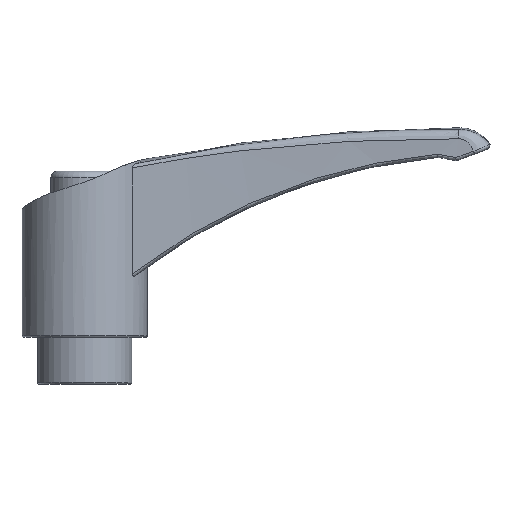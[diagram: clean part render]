
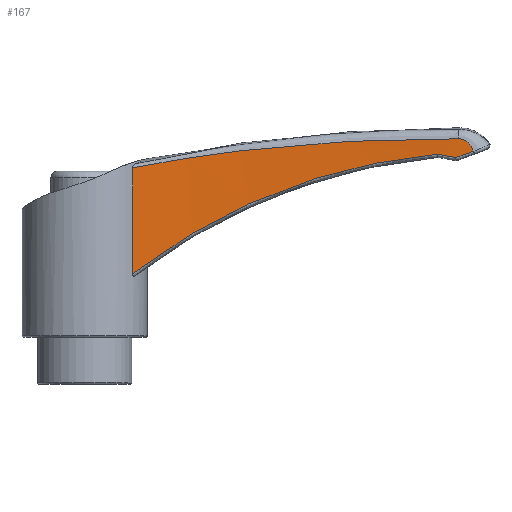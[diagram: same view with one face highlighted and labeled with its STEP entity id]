
A CAD part, front view. The second image highlights one B-rep face of the part: STEP entity #167.
In plain terms, the highlighted cylindrical face has radius 455.21 mm (diameter 910.421 mm), a partial arc.
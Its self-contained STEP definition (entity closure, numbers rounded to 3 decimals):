
#167 = ADVANCED_FACE( '', ( #343 ), #344, .F. );
#343 = FACE_OUTER_BOUND( '', #2534, .T. );
#344 = CYLINDRICAL_SURFACE( '', #2535, 455.21 );
#2534 = EDGE_LOOP( '', ( #3005, #3006, #3007, #3008, #3009, #3010 ) );
#2535 = AXIS2_PLACEMENT_3D( '', #3011, #3012, #3013 );
#3005 = ORIENTED_EDGE( '', *, *, #3127, .F. );
#3006 = ORIENTED_EDGE( '', *, *, #3116, .T. );
#3007 = ORIENTED_EDGE( '', *, *, #3087, .T. );
#3008 = ORIENTED_EDGE( '', *, *, #3168, .T. );
#3009 = ORIENTED_EDGE( '', *, *, #3166, .T. );
#3010 = ORIENTED_EDGE( '', *, *, #3147, .T. );
#3011 = CARTESIAN_POINT( '', ( 32.47, -460.96, 0. ) );
#3012 = DIRECTION( '', ( 0., 0., -1. ) );
#3013 = DIRECTION( '', ( 1., 0., 0. ) );
#3087 = EDGE_CURVE( '', #3289, #3287, #3290, .T. );
#3116 = EDGE_CURVE( '', #3330, #3289, #3331, .T. );
#3127 = EDGE_CURVE( '', #3330, #3344, #3345, .T. );
#3147 = EDGE_CURVE( '', #3369, #3344, #3372, .T. );
#3166 = EDGE_CURVE( '', #3379, #3369, #3396, .T. );
#3168 = EDGE_CURVE( '', #3287, #3379, #3398, .T. );
#3287 = VERTEX_POINT( '', #4073 );
#3289 = VERTEX_POINT( '', #4119 );
#3290 = B_SPLINE_CURVE_WITH_KNOTS( '', 3, ( #4120, #4121, #4122, #4123 ), .UNSPECIFIED., .F., .F., ( 4, 4 ), ( 0., 0.003 ), .UNSPECIFIED. );
#3330 = VERTEX_POINT( '', #4611 );
#3331 = B_SPLINE_CURVE_WITH_KNOTS( '', 3, ( #4612, #4613, #4614, #4615, #4616, #4617, #4618, #4619, #4620, #4621, #4622, #4623, #4624, #4625, #4626, #4627, #4628, #4629, #4630, #4631, #4632, #4633, #4634, #4635, #4636, #4637, #4638 ), .UNSPECIFIED., .F., .F., ( 4, 1, 1, 1, 1, 1, 2, 1, 2, 2, 1, 2, 1, 1, 1, 1, 1, 1, 1, 1, 4 ), ( 0., 0.003, 0.007, 0.01, 0.013, 0.017, 0.02, 0.021, 0.021, 0.021, 0.022, 0.023, 0.027, 0.03, 0.033, 0.037, 0.04, 0.043, 0.047, 0.05, 0.053 ), .UNSPECIFIED. );
#3344 = VERTEX_POINT( '', #4869 );
#3345 = B_SPLINE_CURVE_WITH_KNOTS( '', 3, ( #4870, #4871, #4872, #4873 ), .UNSPECIFIED., .F., .F., ( 4, 4 ), ( 0.036, 0.975 ), .UNSPECIFIED. );
#3369 = VERTEX_POINT( '', #5046 );
#3372 = B_SPLINE_CURVE_WITH_KNOTS( '', 3, ( #5076, #5077, #5078, #5079, #5080, #5081, #5082, #5083, #5084, #5085, #5086, #5087, #5088, #5089, #5090, #5091, #5092, #5093, #5094, #5095, #5096 ), .UNSPECIFIED., .F., .F., ( 4, 1, 1, 1, 1, 1, 1, 1, 1, 1, 1, 1, 1, 1, 1, 1, 1, 1, 4 ), ( 0., 0.028, 0.056, 0.084, 0.112, 0.139, 0.167, 0.195, 0.223, 0.25, 0.376, 0.5, 0.625, 0.749, 0.8, 0.851, 0.901, 0.951, 1. ), .UNSPECIFIED. );
#3379 = VERTEX_POINT( '', #5157 );
#3396 = B_SPLINE_CURVE_WITH_KNOTS( '', 3, ( #5311, #5312, #5313, #5314, #5315, #5316, #5317, #5318, #5319, #5320, #5321, #5322, #5323, #5324, #5325, #5326 ), .UNSPECIFIED., .F., .F., ( 4, 1, 1, 1, 1, 1, 1, 1, 1, 1, 1, 1, 1, 4 ), ( 0.145, 0.178, 0.211, 0.244, 0.304, 0.364, 0.427, 0.491, 0.618, 0.746, 0.81, 0.873, 0.936, 1. ), .UNSPECIFIED. );
#3398 = B_SPLINE_CURVE_WITH_KNOTS( '', 3, ( #5328, #5329, #5330, #5331 ), .UNSPECIFIED., .F., .F., ( 4, 4 ), ( 0., 0.003 ), .UNSPECIFIED. );
#4073 = CARTESIAN_POINT( '', ( 59.287, -6.541, 28.71 ) );
#4119 = CARTESIAN_POINT( '', ( 56.402, -6.38, 29.23 ) );
#4120 = CARTESIAN_POINT( '', ( 56.402, -6.38, 29.23 ) );
#4121 = CARTESIAN_POINT( '', ( 57.364, -6.43, 29.057 ) );
#4122 = CARTESIAN_POINT( '', ( 58.326, -6.484, 28.884 ) );
#4123 = CARTESIAN_POINT( '', ( 59.287, -6.541, 28.71 ) );
#4611 = CARTESIAN_POINT( '', ( 7.662, -6.426, 10.14 ) );
#4612 = CARTESIAN_POINT( '', ( 7.662, -6.426, 10.14 ) );
#4613 = CARTESIAN_POINT( '', ( 8.543, -6.378, 10.821 ) );
#4614 = CARTESIAN_POINT( '', ( 10.326, -6.286, 12.149 ) );
#4615 = CARTESIAN_POINT( '', ( 13.062, -6.161, 14.039 ) );
#4616 = CARTESIAN_POINT( '', ( 15.86, -6.05, 15.828 ) );
#4617 = CARTESIAN_POINT( '', ( 18.72, -5.955, 17.516 ) );
#4618 = CARTESIAN_POINT( '', ( 21.641, -5.876, 19.103 ) );
#4619 = CARTESIAN_POINT( '', ( 23.631, -5.835, 20.093 ) );
#4620 = CARTESIAN_POINT( '', ( 24.887, -5.813, 20.691 ) );
#4621 = CARTESIAN_POINT( '', ( 25.202, -5.808, 20.839 ) );
#4622 = CARTESIAN_POINT( '', ( 25.518, -5.803, 20.985 ) );
#4623 = CARTESIAN_POINT( '', ( 25.644, -5.801, 21.043 ) );
#4624 = CARTESIAN_POINT( '', ( 25.707, -5.8, 21.073 ) );
#4625 = CARTESIAN_POINT( '', ( 25.897, -5.797, 21.16 ) );
#4626 = CARTESIAN_POINT( '', ( 26.531, -5.788, 21.449 ) );
#4627 = CARTESIAN_POINT( '', ( 27.166, -5.781, 21.73 ) );
#4628 = CARTESIAN_POINT( '', ( 28.695, -5.765, 22.392 ) );
#4629 = CARTESIAN_POINT( '', ( 30.743, -5.75, 23.234 ) );
#4630 = CARTESIAN_POINT( '', ( 33.846, -5.749, 24.383 ) );
#4631 = CARTESIAN_POINT( '', ( 36.978, -5.769, 25.419 ) );
#4632 = CARTESIAN_POINT( '', ( 40.141, -5.811, 26.341 ) );
#4633 = CARTESIAN_POINT( '', ( 43.332, -5.876, 27.15 ) );
#4634 = CARTESIAN_POINT( '', ( 46.554, -5.964, 27.847 ) );
#4635 = CARTESIAN_POINT( '', ( 49.805, -6.076, 28.43 ) );
#4636 = CARTESIAN_POINT( '', ( 53.086, -6.213, 28.898 ) );
#4637 = CARTESIAN_POINT( '', ( 55.293, -6.321, 29.133 ) );
#4638 = CARTESIAN_POINT( '', ( 56.402, -6.38, 29.23 ) );
#4869 = CARTESIAN_POINT( '', ( 7.662, -6.426, 27.061 ) );
#4870 = CARTESIAN_POINT( '', ( 7.662, -6.426, 10.14 ) );
#4871 = CARTESIAN_POINT( '', ( 7.662, -6.426, 15.781 ) );
#4872 = CARTESIAN_POINT( '', ( 7.662, -6.426, 21.421 ) );
#4873 = CARTESIAN_POINT( '', ( 7.662, -6.426, 27.061 ) );
#5046 = CARTESIAN_POINT( '', ( 59.677, -6.564, 31.703 ) );
#5076 = CARTESIAN_POINT( '', ( 59.677, -6.564, 31.703 ) );
#5077 = CARTESIAN_POINT( '', ( 59.189, -6.535, 31.706 ) );
#5078 = CARTESIAN_POINT( '', ( 58.215, -6.478, 31.712 ) );
#5079 = CARTESIAN_POINT( '', ( 56.755, -6.398, 31.711 ) );
#5080 = CARTESIAN_POINT( '', ( 55.297, -6.322, 31.703 ) );
#5081 = CARTESIAN_POINT( '', ( 53.841, -6.251, 31.687 ) );
#5082 = CARTESIAN_POINT( '', ( 52.388, -6.185, 31.665 ) );
#5083 = CARTESIAN_POINT( '', ( 50.937, -6.124, 31.635 ) );
#5084 = CARTESIAN_POINT( '', ( 49.489, -6.068, 31.597 ) );
#5085 = CARTESIAN_POINT( '', ( 48.043, -6.016, 31.553 ) );
#5086 = CARTESIAN_POINT( '', ( 44.893, -5.913, 31.439 ) );
#5087 = CARTESIAN_POINT( '', ( 40.066, -5.798, 31.197 ) );
#5088 = CARTESIAN_POINT( '', ( 33.538, -5.736, 30.713 ) );
#5089 = CARTESIAN_POINT( '', ( 27.051, -5.767, 30.07 ) );
#5090 = CARTESIAN_POINT( '', ( 21.849, -5.866, 29.418 ) );
#5091 = CARTESIAN_POINT( '', ( 17.96, -5.979, 28.856 ) );
#5092 = CARTESIAN_POINT( '', ( 15.351, -6.069, 28.449 ) );
#5093 = CARTESIAN_POINT( '', ( 12.766, -6.174, 28.014 ) );
#5094 = CARTESIAN_POINT( '', ( 10.204, -6.292, 27.556 ) );
#5095 = CARTESIAN_POINT( '', ( 8.507, -6.382, 27.226 ) );
#5096 = CARTESIAN_POINT( '', ( 7.662, -6.426, 27.061 ) );
#5157 = CARTESIAN_POINT( '', ( 62.085, -6.714, 29.721 ) );
#5311 = CARTESIAN_POINT( '', ( 62.085, -6.714, 29.721 ) );
#5312 = CARTESIAN_POINT( '', ( 62.075, -6.714, 29.763 ) );
#5313 = CARTESIAN_POINT( '', ( 62.055, -6.712, 29.848 ) );
#5314 = CARTESIAN_POINT( '', ( 62.017, -6.71, 29.971 ) );
#5315 = CARTESIAN_POINT( '', ( 61.961, -6.706, 30.127 ) );
#5316 = CARTESIAN_POINT( '', ( 61.881, -6.701, 30.31 ) );
#5317 = CARTESIAN_POINT( '', ( 61.766, -6.694, 30.521 ) );
#5318 = CARTESIAN_POINT( '', ( 61.623, -6.684, 30.721 ) );
#5319 = CARTESIAN_POINT( '', ( 61.405, -6.671, 30.974 ) );
#5320 = CARTESIAN_POINT( '', ( 61.089, -6.65, 31.251 ) );
#5321 = CARTESIAN_POINT( '', ( 60.723, -6.628, 31.461 ) );
#5322 = CARTESIAN_POINT( '', ( 60.413, -6.608, 31.585 ) );
#5323 = CARTESIAN_POINT( '', ( 60.172, -6.594, 31.652 ) );
#5324 = CARTESIAN_POINT( '', ( 59.926, -6.579, 31.694 ) );
#5325 = CARTESIAN_POINT( '', ( 59.76, -6.569, 31.7 ) );
#5326 = CARTESIAN_POINT( '', ( 59.677, -6.564, 31.703 ) );
#5328 = CARTESIAN_POINT( '', ( 59.287, -6.541, 28.71 ) );
#5329 = CARTESIAN_POINT( '', ( 60.22, -6.596, 29.048 ) );
#5330 = CARTESIAN_POINT( '', ( 61.153, -6.654, 29.384 ) );
#5331 = CARTESIAN_POINT( '', ( 62.085, -6.714, 29.721 ) );
